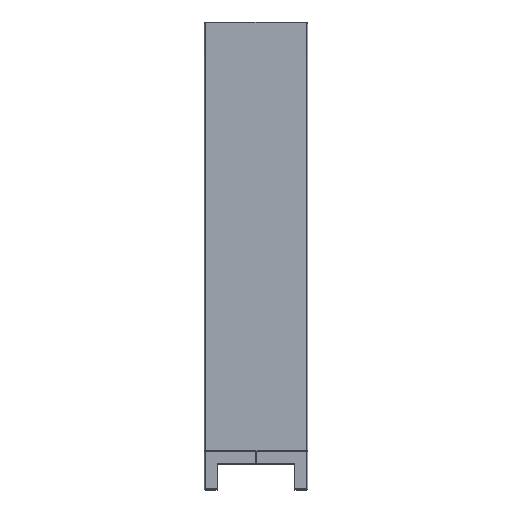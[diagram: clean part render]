
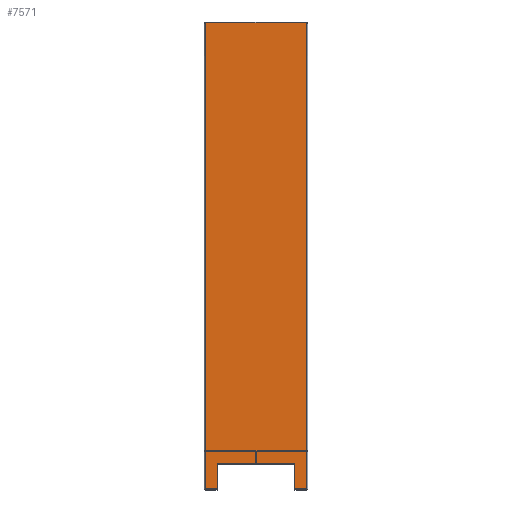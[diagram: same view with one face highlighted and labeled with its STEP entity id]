
A CAD part, top view. The second image highlights one B-rep face of the part: STEP entity #7571.
In plain terms, the highlighted face is planar.
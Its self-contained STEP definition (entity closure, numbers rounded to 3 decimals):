
#609 = CARTESIAN_POINT ( 'NONE',  ( 194., 0., -1797. ) ) ;
#927 = EDGE_CURVE ( 'NONE', #8642, #4875, #2525, .T. ) ;
#1282 = VECTOR ( 'NONE', #6868, 1000. ) ;
#1542 = VECTOR ( 'NONE', #4172, 1000. ) ;
#1639 = CARTESIAN_POINT ( 'NONE',  ( -150., 0., -100. ) ) ;
#1910 = CARTESIAN_POINT ( 'NONE',  ( -150., 0., 0. ) ) ;
#1977 = LINE ( 'NONE', #5070, #7014 ) ;
#2280 = ORIENTED_EDGE ( 'NONE', *, *, #927, .T. ) ;
#2293 = ORIENTED_EDGE ( 'NONE', *, *, #3405, .T. ) ;
#2320 = CARTESIAN_POINT ( 'NONE',  ( -150., 0., 0. ) ) ;
#2344 = DIRECTION ( 'NONE',  ( 0., 0., 1. ) ) ;
#2396 = DIRECTION ( 'NONE',  ( 1., 0., 0. ) ) ;
#2466 = AXIS2_PLACEMENT_3D ( 'NONE', #4989, #3572, #5943 ) ;
#2489 = CARTESIAN_POINT ( 'NONE',  ( -150., 0., -100. ) ) ;
#2525 = LINE ( 'NONE', #8635, #1542 ) ;
#2852 = LINE ( 'NONE', #5917, #4473 ) ;
#3037 = EDGE_CURVE ( 'NONE', #6566, #8642, #1977, .T. ) ;
#3046 = ORIENTED_EDGE ( 'NONE', *, *, #8048, .T. ) ;
#3110 = VECTOR ( 'NONE', #7325, 1000. ) ;
#3217 = EDGE_CURVE ( 'NONE', #4875, #9113, #3746, .T. ) ;
#3401 = DIRECTION ( 'NONE',  ( 0., 0., -1. ) ) ;
#3405 = EDGE_CURVE ( 'NONE', #3608, #6566, #2852, .T. ) ;
#3572 = DIRECTION ( 'NONE',  ( 0., -1., 0. ) ) ;
#3608 = VERTEX_POINT ( 'NONE', #4150 ) ;
#3643 = ORIENTED_EDGE ( 'NONE', *, *, #8918, .T. ) ;
#3746 = LINE ( 'NONE', #9063, #6243 ) ;
#3917 = LINE ( 'NONE', #5523, #6760 ) ;
#4132 = EDGE_CURVE ( 'NONE', #9958, #4660, #4578, .T. ) ;
#4150 = CARTESIAN_POINT ( 'NONE',  ( 194., 0., 0. ) ) ;
#4172 = DIRECTION ( 'NONE',  ( 0., 0., 1. ) ) ;
#4292 = CARTESIAN_POINT ( 'NONE',  ( -194., 0., -1797. ) ) ;
#4293 = LINE ( 'NONE', #1910, #3110 ) ;
#4396 = VECTOR ( 'NONE', #2396, 1000. ) ;
#4473 = VECTOR ( 'NONE', #3401, 1000. ) ;
#4578 = LINE ( 'NONE', #1639, #1282 ) ;
#4598 = VERTEX_POINT ( 'NONE', #6651 ) ;
#4660 = VERTEX_POINT ( 'NONE', #5749 ) ;
#4718 = LINE ( 'NONE', #8569, #4396 ) ;
#4875 = VERTEX_POINT ( 'NONE', #8656 ) ;
#4989 = CARTESIAN_POINT ( 'NONE',  ( 0., 0., 0. ) ) ;
#5015 = EDGE_CURVE ( 'NONE', #4660, #4598, #3917, .T. ) ;
#5070 = CARTESIAN_POINT ( 'NONE',  ( -200., 0., -1797. ) ) ;
#5142 = PLANE ( 'NONE',  #2466 ) ;
#5310 = DIRECTION ( 'NONE',  ( 1., 0., 0. ) ) ;
#5311 = ORIENTED_EDGE ( 'NONE', *, *, #3037, .T. ) ;
#5523 = CARTESIAN_POINT ( 'NONE',  ( 150., 0., 0. ) ) ;
#5696 = EDGE_LOOP ( 'NONE', ( #2293, #5311, #2280, #7330, #3643, #9936, #7009, #3046 ) ) ;
#5749 = CARTESIAN_POINT ( 'NONE',  ( 150., 0., -100. ) ) ;
#5917 = CARTESIAN_POINT ( 'NONE',  ( 194., 0., 0. ) ) ;
#5943 = DIRECTION ( 'NONE',  ( 0., 0., -1. ) ) ;
#6243 = VECTOR ( 'NONE', #5310, 1000. ) ;
#6566 = VERTEX_POINT ( 'NONE', #609 ) ;
#6651 = CARTESIAN_POINT ( 'NONE',  ( 150., 0., 0. ) ) ;
#6760 = VECTOR ( 'NONE', #2344, 1000. ) ;
#6868 = DIRECTION ( 'NONE',  ( 1., 0., 0. ) ) ;
#7009 = ORIENTED_EDGE ( 'NONE', *, *, #5015, .T. ) ;
#7014 = VECTOR ( 'NONE', #8811, 1000. ) ;
#7325 = DIRECTION ( 'NONE',  ( 0., 0., -1. ) ) ;
#7330 = ORIENTED_EDGE ( 'NONE', *, *, #3217, .T. ) ;
#7571 = ADVANCED_FACE ( 'NONE', ( #9771 ), #5142, .F. ) ;
#8048 = EDGE_CURVE ( 'NONE', #4598, #3608, #4718, .T. ) ;
#8569 = CARTESIAN_POINT ( 'NONE',  ( 150., 0., 0. ) ) ;
#8635 = CARTESIAN_POINT ( 'NONE',  ( -194., 0., -1797. ) ) ;
#8642 = VERTEX_POINT ( 'NONE', #4292 ) ;
#8656 = CARTESIAN_POINT ( 'NONE',  ( -194., 0., 0. ) ) ;
#8811 = DIRECTION ( 'NONE',  ( -1., 0., 0. ) ) ;
#8918 = EDGE_CURVE ( 'NONE', #9113, #9958, #4293, .T. ) ;
#9063 = CARTESIAN_POINT ( 'NONE',  ( -200., 0., 0. ) ) ;
#9113 = VERTEX_POINT ( 'NONE', #2320 ) ;
#9771 = FACE_OUTER_BOUND ( 'NONE', #5696, .T. ) ;
#9936 = ORIENTED_EDGE ( 'NONE', *, *, #4132, .T. ) ;
#9958 = VERTEX_POINT ( 'NONE', #2489 ) ;
